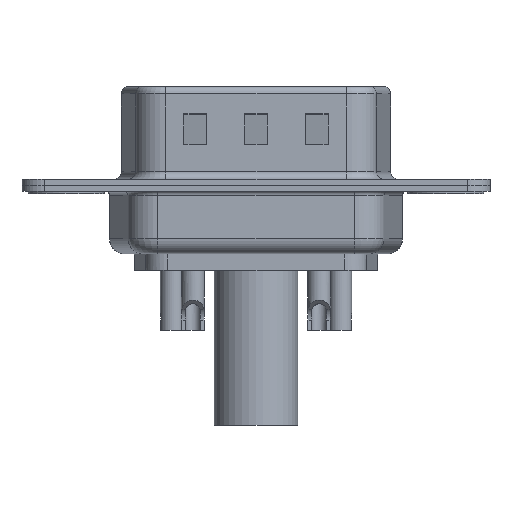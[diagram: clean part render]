
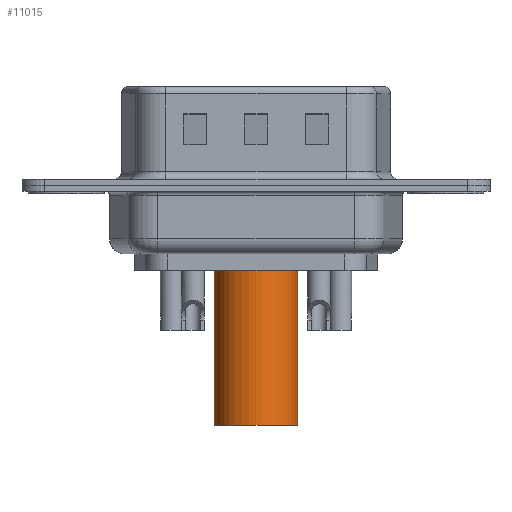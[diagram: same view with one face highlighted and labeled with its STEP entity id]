
A CAD part, front view. The second image highlights one B-rep face of the part: STEP entity #11015.
In plain terms, the highlighted cylindrical face has radius 2.75 mm (diameter 5.5 mm), a partial arc.
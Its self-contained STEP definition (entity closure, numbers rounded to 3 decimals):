
#130 = CARTESIAN_POINT ( 'NONE',  ( -2.75, 0., -7.764 ) ) ;
#151 = CARTESIAN_POINT ( 'NONE',  ( -2.75, 0., -8.7 ) ) ;
#244 = EDGE_LOOP ( 'NONE', ( #10652, #3008, #772, #12146, #437, #9151 ) ) ;
#389 = VERTEX_POINT ( 'NONE', #12289 ) ;
#437 = ORIENTED_EDGE ( 'NONE', *, *, #4652, .T. ) ;
#568 = VERTEX_POINT ( 'NONE', #9238 ) ;
#772 = ORIENTED_EDGE ( 'NONE', *, *, #5506, .T. ) ;
#1046 = VECTOR ( 'NONE', #3911, 1000. ) ;
#2011 = CARTESIAN_POINT ( 'NONE',  ( 2.75, 0., -8.7 ) ) ;
#2513 = AXIS2_PLACEMENT_3D ( 'NONE', #3111, #9853, #11721 ) ;
#2563 = DIRECTION ( 'NONE',  ( 0., 0., 1. ) ) ;
#2644 = LINE ( 'NONE', #10306, #4957 ) ;
#2895 = CARTESIAN_POINT ( 'NONE',  ( 0., 0., -8.7 ) ) ;
#2900 = DIRECTION ( 'NONE',  ( 0., 0., 1. ) ) ;
#3008 = ORIENTED_EDGE ( 'NONE', *, *, #5352, .T. ) ;
#3111 = CARTESIAN_POINT ( 'NONE',  ( 0., 0., 4.234 ) ) ;
#3262 = VERTEX_POINT ( 'NONE', #9386 ) ;
#3311 = CARTESIAN_POINT ( 'NONE',  ( 2.75, 0., -8.7 ) ) ;
#3387 = EDGE_CURVE ( 'NONE', #7162, #389, #11986, .T. ) ;
#3911 = DIRECTION ( 'NONE',  ( 0., 0., 1. ) ) ;
#4455 = CARTESIAN_POINT ( 'NONE',  ( 2.75, 0., 4.234 ) ) ;
#4652 = EDGE_CURVE ( 'NONE', #568, #3262, #8483, .T. ) ;
#4957 = VECTOR ( 'NONE', #6572, 1000. ) ;
#5106 = VECTOR ( 'NONE', #5607, 1000. ) ;
#5352 = EDGE_CURVE ( 'NONE', #7162, #6849, #2644, .T. ) ;
#5506 = EDGE_CURVE ( 'NONE', #6849, #9511, #6665, .T. ) ;
#5607 = DIRECTION ( 'NONE',  ( 0., 0., -1. ) ) ;
#5648 = EDGE_CURVE ( 'NONE', #568, #9511, #7736, .T. ) ;
#5827 = EDGE_CURVE ( 'NONE', #389, #3262, #10594, .T. ) ;
#6054 = DIRECTION ( 'NONE',  ( 1., 0., 0. ) ) ;
#6572 = DIRECTION ( 'NONE',  ( 0., 0., -1. ) ) ;
#6665 = CIRCLE ( 'NONE', #7982, 2.75 ) ;
#6849 = VERTEX_POINT ( 'NONE', #151 ) ;
#7162 = VERTEX_POINT ( 'NONE', #130 ) ;
#7736 = LINE ( 'NONE', #2011, #5106 ) ;
#7982 = AXIS2_PLACEMENT_3D ( 'NONE', #2895, #2900, #6054 ) ;
#8213 = CARTESIAN_POINT ( 'NONE',  ( 0., 0., 1.5 ) ) ;
#8370 = AXIS2_PLACEMENT_3D ( 'NONE', #8213, #10291, #11755 ) ;
#8417 = FACE_OUTER_BOUND ( 'NONE', #244, .T. ) ;
#8483 = LINE ( 'NONE', #4455, #1046 ) ;
#9151 = ORIENTED_EDGE ( 'NONE', *, *, #5827, .F. ) ;
#9238 = CARTESIAN_POINT ( 'NONE',  ( 2.75, 0., -7.764 ) ) ;
#9386 = CARTESIAN_POINT ( 'NONE',  ( 2.75, 0., 1.5 ) ) ;
#9491 = VECTOR ( 'NONE', #2563, 1000. ) ;
#9511 = VERTEX_POINT ( 'NONE', #3311 ) ;
#9853 = DIRECTION ( 'NONE',  ( 0., 0., 1. ) ) ;
#10291 = DIRECTION ( 'NONE',  ( 0., 0., 1. ) ) ;
#10306 = CARTESIAN_POINT ( 'NONE',  ( -2.75, 0., -8.7 ) ) ;
#10548 = CYLINDRICAL_SURFACE ( 'NONE', #2513, 2.75 ) ;
#10594 = CIRCLE ( 'NONE', #8370, 2.75 ) ;
#10652 = ORIENTED_EDGE ( 'NONE', *, *, #3387, .F. ) ;
#11015 = ADVANCED_FACE ( 'NONE', ( #8417 ), #10548, .T. ) ;
#11721 = DIRECTION ( 'NONE',  ( 1., 0., 0. ) ) ;
#11755 = DIRECTION ( 'NONE',  ( 1., 0., 0. ) ) ;
#11895 = CARTESIAN_POINT ( 'NONE',  ( -2.75, 0., 4.234 ) ) ;
#11986 = LINE ( 'NONE', #11895, #9491 ) ;
#12146 = ORIENTED_EDGE ( 'NONE', *, *, #5648, .F. ) ;
#12289 = CARTESIAN_POINT ( 'NONE',  ( -2.75, 0., 1.5 ) ) ;
